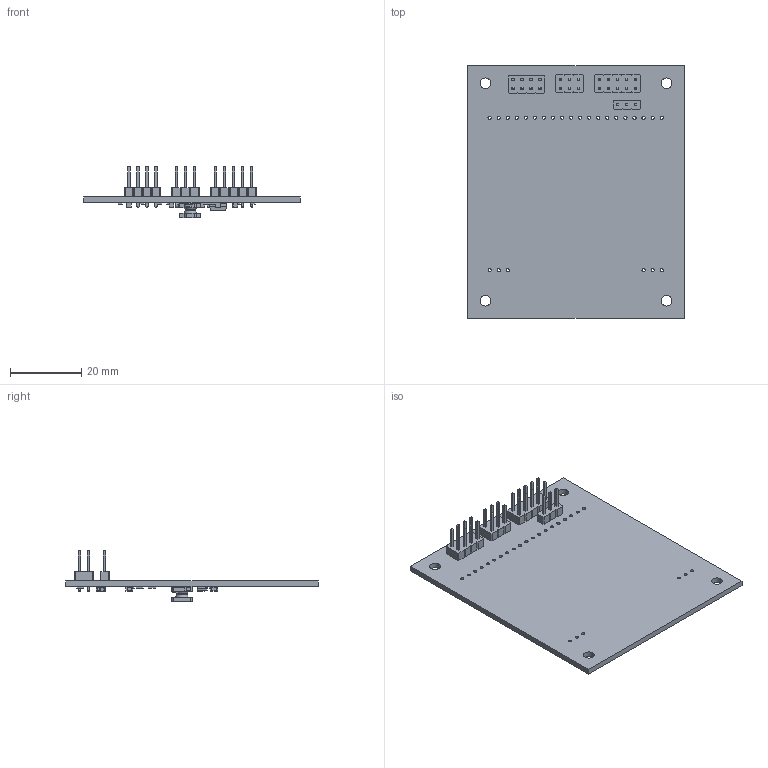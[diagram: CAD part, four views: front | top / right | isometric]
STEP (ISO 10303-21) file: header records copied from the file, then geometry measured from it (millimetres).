
FILE_DESCRIPTION(('KiCad electronic assembly'),'2;1');
FILE_NAME('OLED01A.step','2022-05-15T21:25:14',('Pcbnew'),('Kicad'), 'Open CASCADE STEP processor 7.5','KiCad to STEP converter','Unknown' );
FILE_SCHEMA(('AUTOMOTIVE_DESIGN { 1 0 10303 214 1 1 1 1 }'));
Length unit declared in the file: millimetre
Products named in the file (22): OLED01A 1; PinHeader_2x05_P2.54mm_Vertical; SOLID; PinHeader_1x03_P2.54mm_Vertical; PinHeader_2x04_P2.54mm_Vertical; PinHeader_2x03_P2.54mm_Vertical; L_Bourns_SRN6045TA; SHELL; R_0805_2012Metric; TSOT-23-5; C_0805_2012Metric; D_MiniMELF; D_SMA; tmpvh1y9pjr PCB
Assembly tree (40 placements, depth 3):
  OLED01A 1
    PinHeader_2x05_P2.54mm_Vertical
      SOLID
    PinHeader_1x03_P2.54mm_Vertical
      SOLID
    PinHeader_2x04_P2.54mm_Vertical
      SOLID
    PinHeader_2x03_P2.54mm_Vertical
      SOLID
    L_Bourns_SRN6045TA
      SHELL
    R_0805_2012Metric  x14
      SOLID
    TSOT-23-5
      SOLID
    C_0805_2012Metric  x7
      SOLID
    D_MiniMELF
      SOLID
    D_SMA
      SOLID
    tmpvh1y9pjr PCB
Bounding box: 60.76 x 70.92 x 14.44 mm (x, y, z)
Volume: 7394.9 mm3; surface area: 10949.7 mm2
Topology: 29 solids, 30 shells, 1438 faces, 3578 edges, 2271 vertices
Faces by surface type: bspline 1375, cylinder 57, plane 6
Full cylindrical faces by diameter (mm): 0.889 x26, 1 x27, 3 x4
Entity records: 57224 total; most frequent: CARTESIAN_POINT 19138, B_SPLINE_CURVE_WITH_KNOTS 5969, ORIENTED_EDGE 4520, PCURVE 4520, DEFINITIONAL_REPRESENTATION 4520, EDGE_CURVE 2261, SURFACE_CURVE 2194, VERTEX_POINT 1411
